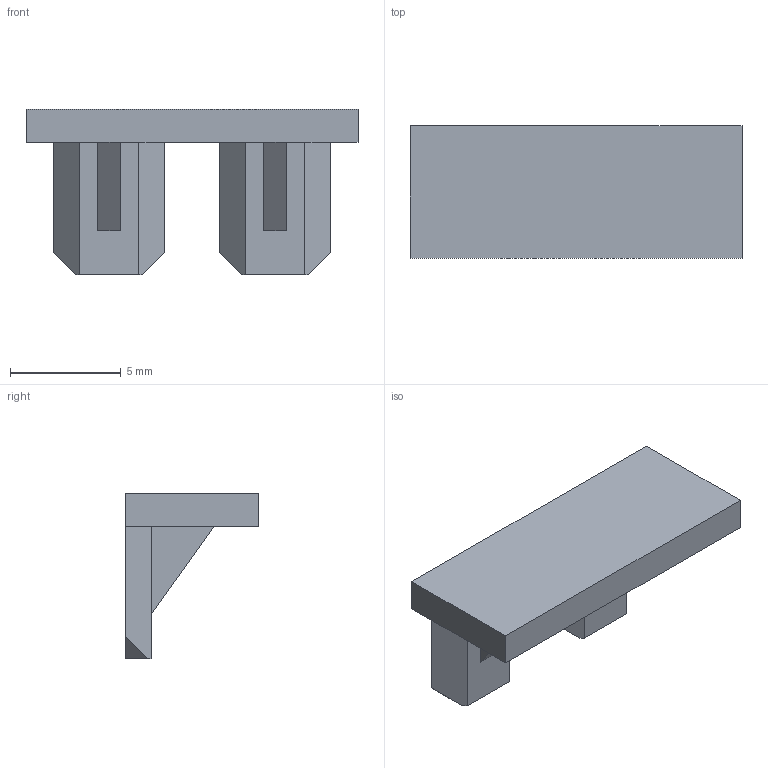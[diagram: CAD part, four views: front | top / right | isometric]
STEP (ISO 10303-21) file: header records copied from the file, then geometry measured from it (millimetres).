
FILE_DESCRIPTION(('CATIA V5R19 STEP'),'2;1');
FILE_NAME ('8330412_2_8693270000_S3D_SRC_MARK.stp','2015-10-30T12:30:47+00:00',('none'),('Weidmueller'),'CATIA Version 5 Release 20 SP 5 (IN-10)','CATIA V5 STEP AP214','none');
FILE_SCHEMA(('AUTOMOTIVE_DESIGN { 1 0 10303 214 1 1 1 1 }'));
Length unit declared in the file: millimetre
Products named in the file (1): 8693270000
Bounding box: 15 x 6 x 7.5 mm (x, y, z)
Volume: 198.9 mm3; surface area: 389.4 mm2
Topology: 1 solids, 1 shells, 24 faces, 66 edges, 44 vertices
Faces by surface type: plane 24
Entity records: 927 total; most frequent: CARTESIAN_POINT 132, ORIENTED_EDGE 132, DIRECTION 108, VECTOR 66, EDGE_CURVE 66, LINE 66, VERTEX_POINT 44, PRESENTATION_STYLE_ASSIGNMENT 25
